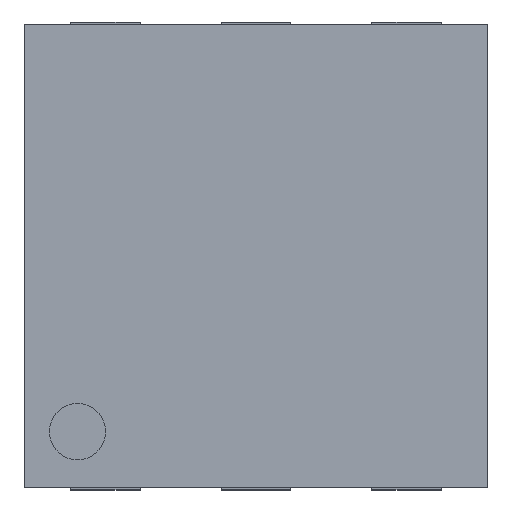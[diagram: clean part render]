
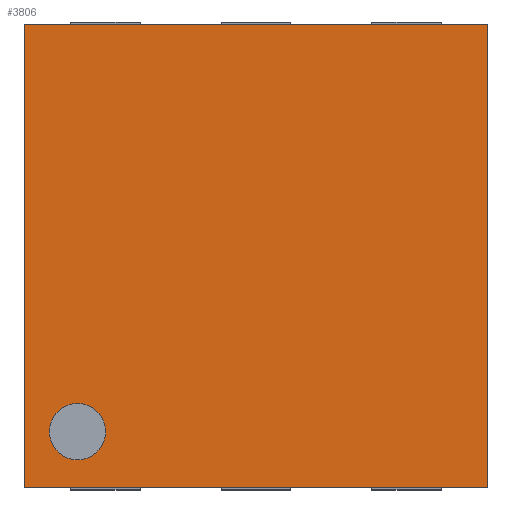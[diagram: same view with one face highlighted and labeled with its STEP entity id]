
A CAD part, top view. The second image highlights one B-rep face of the part: STEP entity #3806.
In plain terms, the highlighted planar face has unit normal (0, 0, 1).
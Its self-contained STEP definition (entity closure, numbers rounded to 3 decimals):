
#13 = DIRECTION ( 'NONE',  ( 1., 0., 0. ) ) ;
#123 = CARTESIAN_POINT ( 'NONE',  ( -0.771, -0.759, 0.55 ) ) ;
#137 = VECTOR ( 'NONE', #3074, 1000. ) ;
#149 = EDGE_CURVE ( 'NONE', #1532, #1460, #4121, .T. ) ;
#239 = EDGE_LOOP ( 'NONE', ( #5716, #5764 ) ) ;
#288 = FACE_OUTER_BOUND ( 'NONE', #5336, .T. ) ;
#355 = LINE ( 'NONE', #5420, #137 ) ;
#543 = CIRCLE ( 'NONE', #3918, 0.122 ) ;
#653 = VERTEX_POINT ( 'NONE', #4419 ) ;
#818 = VERTEX_POINT ( 'NONE', #4380 ) ;
#827 = DIRECTION ( 'NONE',  ( 1., 0., 0. ) ) ;
#940 = CARTESIAN_POINT ( 'NONE',  ( -1., -1., 0.55 ) ) ;
#1003 = DIRECTION ( 'NONE',  ( 1., 0., 0. ) ) ;
#1032 = EDGE_CURVE ( 'NONE', #653, #1341, #543, .T. ) ;
#1100 = LINE ( 'NONE', #4665, #1224 ) ;
#1224 = VECTOR ( 'NONE', #5584, 1000. ) ;
#1269 = VECTOR ( 'NONE', #13, 1000. ) ;
#1271 = ORIENTED_EDGE ( 'NONE', *, *, #3397, .T. ) ;
#1293 = DIRECTION ( 'NONE',  ( 0., 0., 1. ) ) ;
#1331 = DIRECTION ( 'NONE',  ( 0., -1., 0. ) ) ;
#1341 = VERTEX_POINT ( 'NONE', #2372 ) ;
#1393 = CARTESIAN_POINT ( 'NONE',  ( -1., -1., 0.55 ) ) ;
#1460 = VERTEX_POINT ( 'NONE', #5563 ) ;
#1532 = VERTEX_POINT ( 'NONE', #1393 ) ;
#1540 = EDGE_CURVE ( 'NONE', #818, #1532, #1760, .T. ) ;
#1579 = VECTOR ( 'NONE', #1331, 1000. ) ;
#1727 = CARTESIAN_POINT ( 'NONE',  ( 0., 0., 0.55 ) ) ;
#1760 = LINE ( 'NONE', #5396, #1579 ) ;
#1961 = DIRECTION ( 'NONE',  ( 1., 0., 0. ) ) ;
#1995 = VERTEX_POINT ( 'NONE', #3623 ) ;
#2139 = EDGE_CURVE ( 'NONE', #1341, #653, #3701, .T. ) ;
#2372 = CARTESIAN_POINT ( 'NONE',  ( -0.892, -0.759, 0.55 ) ) ;
#2504 = ORIENTED_EDGE ( 'NONE', *, *, #5008, .T. ) ;
#3065 = FACE_BOUND ( 'NONE', #239, .T. ) ;
#3074 = DIRECTION ( 'NONE',  ( -1., 0., 0. ) ) ;
#3397 = EDGE_CURVE ( 'NONE', #1995, #818, #355, .T. ) ;
#3623 = CARTESIAN_POINT ( 'NONE',  ( 1., 1., 0.55 ) ) ;
#3701 = CIRCLE ( 'NONE', #5539, 0.122 ) ;
#3806 = ADVANCED_FACE ( 'NONE', ( #3065, #288 ), #4006, .T. ) ;
#3918 = AXIS2_PLACEMENT_3D ( 'NONE', #123, #5679, #1961 ) ;
#4006 = PLANE ( 'NONE',  #4937 ) ;
#4121 = LINE ( 'NONE', #940, #1269 ) ;
#4380 = CARTESIAN_POINT ( 'NONE',  ( -1., 1., 0.55 ) ) ;
#4419 = CARTESIAN_POINT ( 'NONE',  ( -0.649, -0.759, 0.55 ) ) ;
#4665 = CARTESIAN_POINT ( 'NONE',  ( 1., 1., 0.55 ) ) ;
#4937 = AXIS2_PLACEMENT_3D ( 'NONE', #1727, #1293, #827 ) ;
#5006 = ORIENTED_EDGE ( 'NONE', *, *, #1540, .T. ) ;
#5008 = EDGE_CURVE ( 'NONE', #1460, #1995, #1100, .T. ) ;
#5078 = ORIENTED_EDGE ( 'NONE', *, *, #149, .T. ) ;
#5192 = CARTESIAN_POINT ( 'NONE',  ( -0.771, -0.759, 0.55 ) ) ;
#5336 = EDGE_LOOP ( 'NONE', ( #2504, #1271, #5006, #5078 ) ) ;
#5396 = CARTESIAN_POINT ( 'NONE',  ( -1., 1., 0.55 ) ) ;
#5420 = CARTESIAN_POINT ( 'NONE',  ( -1., 1., 0.55 ) ) ;
#5539 = AXIS2_PLACEMENT_3D ( 'NONE', #5192, #5650, #1003 ) ;
#5563 = CARTESIAN_POINT ( 'NONE',  ( 1., -1., 0.55 ) ) ;
#5584 = DIRECTION ( 'NONE',  ( 0., 1., 0. ) ) ;
#5650 = DIRECTION ( 'NONE',  ( 0., 0., 1. ) ) ;
#5679 = DIRECTION ( 'NONE',  ( 0., 0., 1. ) ) ;
#5716 = ORIENTED_EDGE ( 'NONE', *, *, #1032, .F. ) ;
#5764 = ORIENTED_EDGE ( 'NONE', *, *, #2139, .F. ) ;
